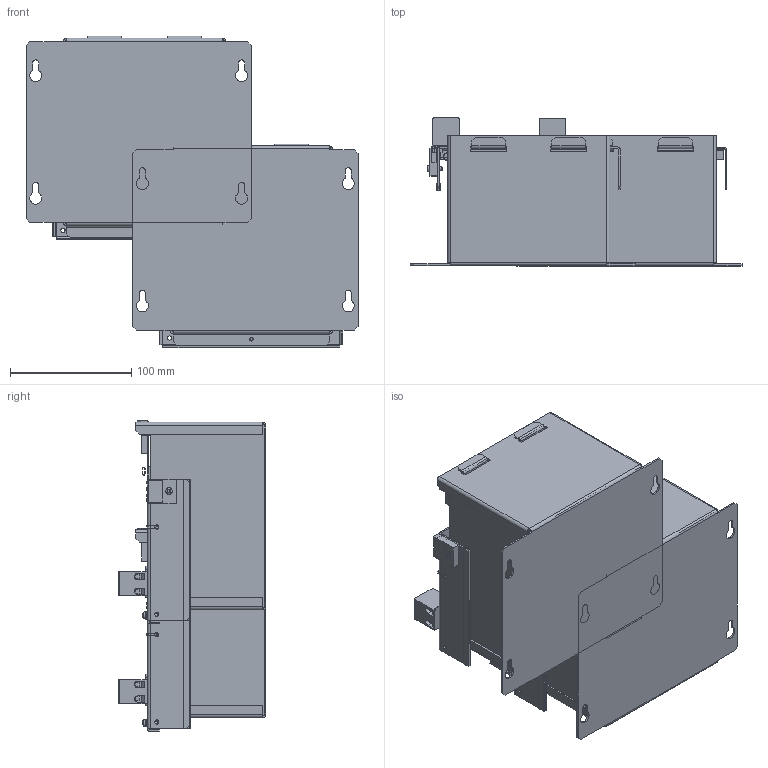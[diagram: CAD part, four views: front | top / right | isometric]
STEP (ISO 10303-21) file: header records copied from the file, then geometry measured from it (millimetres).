
FILE_DESCRIPTION( ( 'Unknown' ), '1' );
FILE_NAME( '6ep19356me21_001_stp.stp', 'Unknown', ( 'Unknown' ), ( 'Unknown' ), 'PSStep 13.0', 'Unknown', ' ' );
FILE_SCHEMA( ( 'AUTOMOTIVE_DESIGN { 1 0 10303 214 1 1 1 1 }' ) );
Length unit declared in the file: millimetre
Products named in the file (22): Assem1; 6ep19356me21_001_stp
Bounding box: 274 x 122 x 257 mm (x, y, z)
Volume: 4014015.7 mm3; surface area: 649304.3 mm2
Topology: 42 solids, 42 shells, 1270 faces, 3232 edges, 2132 vertices
Faces by surface type: plane 994, cylinder 252, cone 18, sphere 6
Full cylindrical faces by diameter (mm): 2.4 x4, 2.5 x2, 2.7 x4, 3 x14, 3.1 x2, 3.5 x8, 4 x4, 4.2 x8, 5.5 x2, 6 x2, 6.2 x2
Entity records: 33297 total; most frequent: CARTESIAN_POINT 3621, ORIENTED_EDGE 3128, DIRECTION 3076, PRESENTATION_STYLE_ASSIGNMENT 2539, COLOUR_RGB 2539, STYLED_ITEM 2004, CURVE_STYLE 1904, DRAUGHTING_PRE_DEFINED_CURVE_FONT 1904
